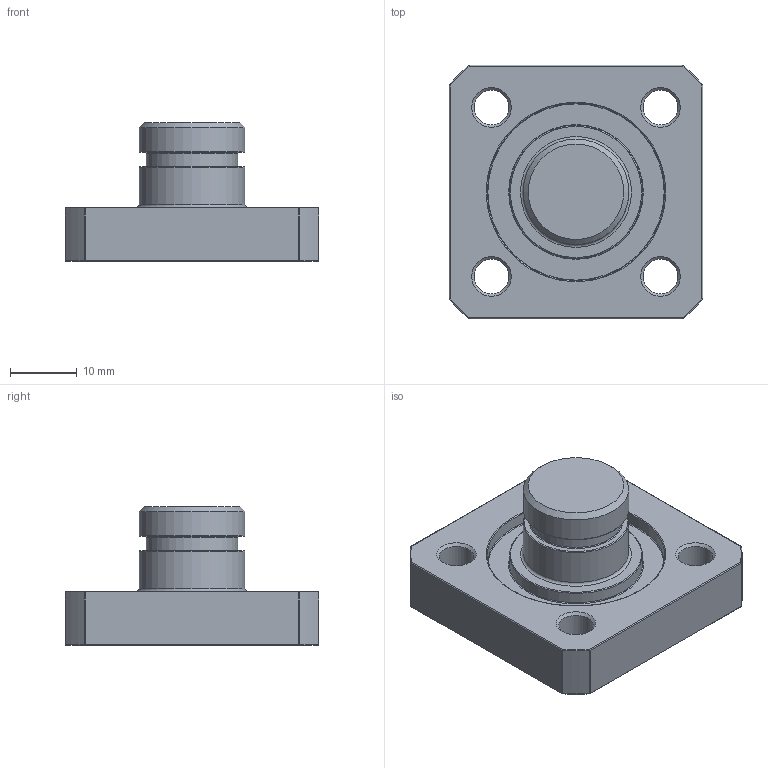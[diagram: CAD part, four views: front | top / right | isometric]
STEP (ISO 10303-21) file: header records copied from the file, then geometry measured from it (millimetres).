
FILE_DESCRIPTION(/* description */ (''),/* implementation_level */ '2;1');
FILE_NAME(/* name */ 'FCR1500 Blind Plug.stp',/* time_stamp */ '2021-01-12T14:53:12+01:00',/* author */ ('sh'),/* organization */ (''),/* preprocessor_version */ 'ST-DEVELOPER v17.2',/* originating_system */ 'Autodesk Inventor 2019',/* authorisation */ '');
FILE_SCHEMA (('AUTOMOTIVE_DESIGN { 1 0 10303 214 3 1 1 }'));
Length unit declared in the file: inch
Products named in the file (1): FCR1500 Blind Plug
Bounding box: 38.1 x 38.1 x 20.88 mm (x, y, z)
Volume: 12940.9 mm3; surface area: 5329.5 mm2
Topology: 1 solids, 1 shells, 83 faces, 209 edges, 127 vertices
Faces by surface type: cylinder 29, torus 18, sphere 16, plane 11, cone 9
Full cylindrical faces by diameter (mm): 5.182 x4, 13.8 x1, 15.865 x2, 19.99 x1, 26.746 x1
Entity records: 2556 total; most frequent: DIRECTION 516, CARTESIAN_POINT 410, ORIENTED_EDGE 398, AXIS2_PLACEMENT_3D 233, EDGE_CURVE 199, CIRCLE 149, VERTEX_POINT 123, EDGE_LOOP 96
